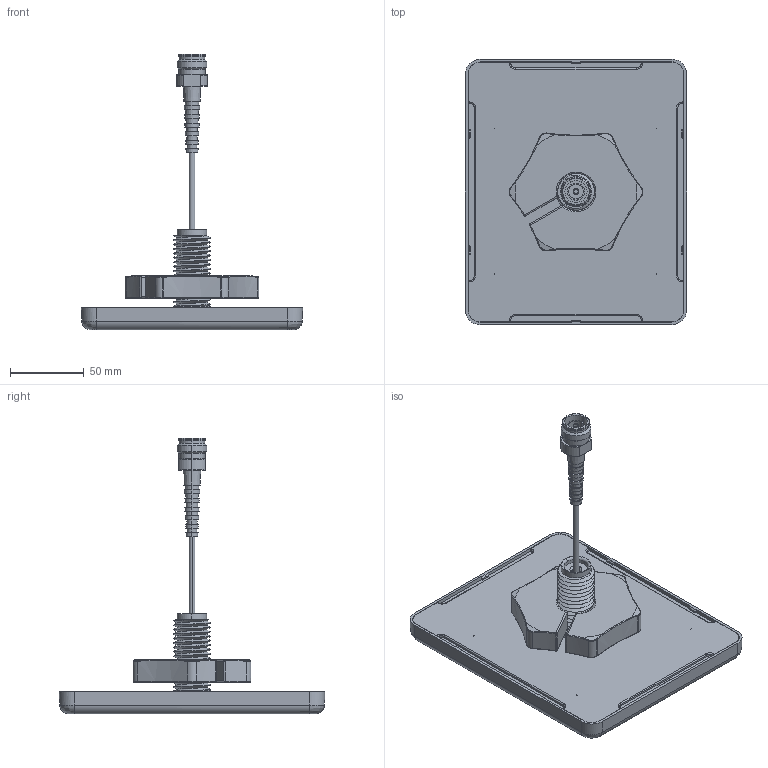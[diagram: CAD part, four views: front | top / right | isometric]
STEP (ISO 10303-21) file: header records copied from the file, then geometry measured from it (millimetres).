
FILE_DESCRIPTION (( 'STEP AP203' ), '1' );
FILE_NAME ('HG74206SQCUPR-4310F_3D.STEP', '2022-06-06T17:01:24', ( '' ), ( '' ), 'SwSTEP 2.0', 'SolidWorks 2021', '' );
FILE_SCHEMA (( 'CONFIG_CONTROL_DESIGN' ));
Length unit declared in the file: millimetre
Products named in the file (7): CABLE_402_BLUE111.stp___; ??????_6940????_4310????(AI698-4200H06i360A-4310F).stp___; ??ABS??_??.stp___; ST29X9C_GB845111.stp___; 4.3-10 Female???????_??.stp___; HG74206SQCUPR-4310F_3D; ??????_????.stp___
Assembly tree (9 placements, depth 3):
  HG74206SQCUPR-4310F_3D
    ??????_6940????_4310????(AI698-4200H06i360A-4310F).stp___
      ??????_????.stp___
      CABLE_402_BLUE111.stp___
      4.3-10 Female???????_??.stp___
      ST29X9C_GB845111.stp___  x4
      ??ABS??_??.stp___
Bounding box: 150 x 180 x 186.68 mm (x, y, z)
Volume: 174659.2 mm3; surface area: 167610 mm2
Topology: 9 solids, 9 shells, 956 faces, 2466 edges, 1522 vertices
Faces by surface type: cylinder 340, plane 326, cone 156, torus 62, bspline 40, sphere 32
Entity records: 34998 total; most frequent: CARTESIAN_POINT 14241, ORIENTED_EDGE 4352, DIRECTION 4038, EDGE_CURVE 2176, AXIS2_PLACEMENT_3D 1532, VERTEX_POINT 1354, LINE 974, VECTOR 974
